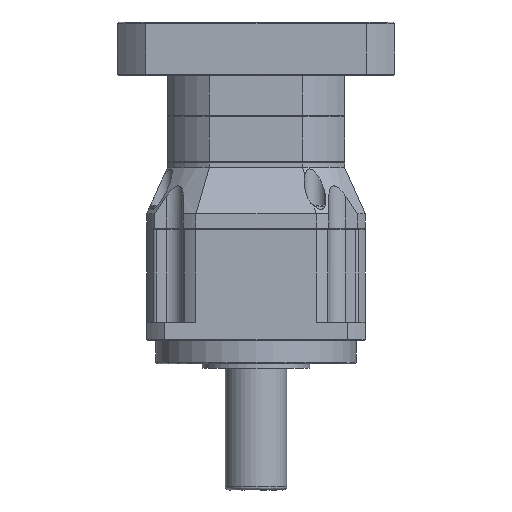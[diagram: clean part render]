
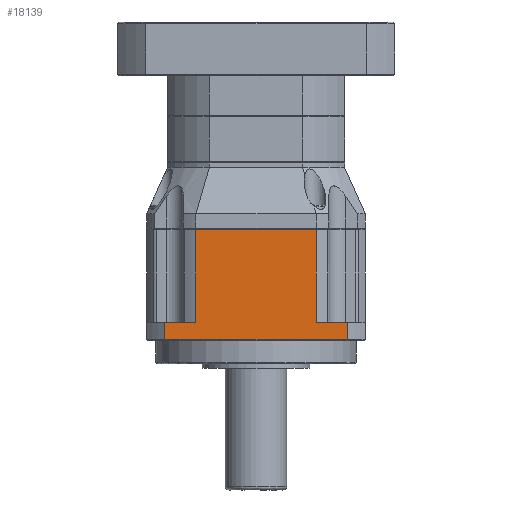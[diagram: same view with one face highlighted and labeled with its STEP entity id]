
A CAD part, front view. The second image highlights one B-rep face of the part: STEP entity #18139.
In plain terms, the highlighted planar face has unit normal (0, -1, 0).
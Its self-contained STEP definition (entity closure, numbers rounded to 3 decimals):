
#33 = CARTESIAN_POINT ( 'NONE',  ( -35.5, -71., 38.5 ) ) ;
#229 = VERTEX_POINT ( 'NONE', #5575 ) ;
#530 = CARTESIAN_POINT ( 'NONE',  ( -71., -71., 30.5 ) ) ;
#1585 = LINE ( 'NONE', #10287, #12832 ) ;
#1678 = CARTESIAN_POINT ( 'NONE',  ( -59.29, -71., 30.5 ) ) ;
#1863 = ORIENTED_EDGE ( 'NONE', *, *, #10219, .T. ) ;
#2063 = LINE ( 'NONE', #21034, #13306 ) ;
#2437 = AXIS2_PLACEMENT_3D ( 'NONE', #530, #15507, #2814 ) ;
#2565 = CARTESIAN_POINT ( 'NONE',  ( 59.29, -71., -21.5 ) ) ;
#2761 = VERTEX_POINT ( 'NONE', #11040 ) ;
#2814 = DIRECTION ( 'NONE',  ( 1., 0., 0. ) ) ;
#2919 = ORIENTED_EDGE ( 'NONE', *, *, #13441, .T. ) ;
#3078 = ORIENTED_EDGE ( 'NONE', *, *, #12533, .F. ) ;
#3225 = LINE ( 'NONE', #28024, #14455 ) ;
#4051 = ORIENTED_EDGE ( 'NONE', *, *, #5610, .T. ) ;
#4140 = DIRECTION ( 'NONE',  ( -1., 0., 0. ) ) ;
#4436 = LINE ( 'NONE', #33, #20827 ) ;
#5044 = VECTOR ( 'NONE', #4140, 1000. ) ;
#5114 = CARTESIAN_POINT ( 'NONE',  ( -59.29, -71., -33. ) ) ;
#5575 = CARTESIAN_POINT ( 'NONE',  ( 38.987, -71., 38.5 ) ) ;
#5610 = EDGE_CURVE ( 'NONE', #20348, #24414, #26449, .T. ) ;
#6070 = ORIENTED_EDGE ( 'NONE', *, *, #20844, .T. ) ;
#7785 = LINE ( 'NONE', #26535, #24315 ) ;
#8926 = DIRECTION ( 'NONE',  ( 0., 0., -1. ) ) ;
#10219 = EDGE_CURVE ( 'NONE', #25335, #22682, #18112, .T. ) ;
#10287 = CARTESIAN_POINT ( 'NONE',  ( 59.29, -71., 30.5 ) ) ;
#10450 = EDGE_CURVE ( 'NONE', #20348, #229, #4436, .T. ) ;
#10477 = DIRECTION ( 'NONE',  ( 0., 0., 1. ) ) ;
#10617 = LINE ( 'NONE', #19033, #5044 ) ;
#11040 = CARTESIAN_POINT ( 'NONE',  ( 59.29, -71., -33. ) ) ;
#12533 = EDGE_CURVE ( 'NONE', #229, #16626, #3225, .T. ) ;
#12832 = VECTOR ( 'NONE', #10477, 1000. ) ;
#13306 = VECTOR ( 'NONE', #27694, 1000. ) ;
#13369 = CARTESIAN_POINT ( 'NONE',  ( -38.987, -71., 30.5 ) ) ;
#13441 = EDGE_CURVE ( 'NONE', #2761, #15965, #1585, .T. ) ;
#13472 = DIRECTION ( 'NONE',  ( 0., 0., -1. ) ) ;
#13975 = FACE_OUTER_BOUND ( 'NONE', #23422, .T. ) ;
#14392 = DIRECTION ( 'NONE',  ( 0., 0., -1. ) ) ;
#14455 = VECTOR ( 'NONE', #8926, 1000. ) ;
#15507 = DIRECTION ( 'NONE',  ( 0., -1., 0. ) ) ;
#15965 = VERTEX_POINT ( 'NONE', #2565 ) ;
#16626 = VERTEX_POINT ( 'NONE', #18553 ) ;
#17500 = PLANE ( 'NONE',  #2437 ) ;
#17773 = CARTESIAN_POINT ( 'NONE',  ( -38.987, -71., -21.5 ) ) ;
#18112 = LINE ( 'NONE', #1678, #23896 ) ;
#18139 = ADVANCED_FACE ( 'NONE', ( #13975 ), #17500, .T. ) ;
#18553 = CARTESIAN_POINT ( 'NONE',  ( 38.987, -71., -21.5 ) ) ;
#19033 = CARTESIAN_POINT ( 'NONE',  ( -71., -71., -21.5 ) ) ;
#19987 = ORIENTED_EDGE ( 'NONE', *, *, #10450, .F. ) ;
#20015 = DIRECTION ( 'NONE',  ( 1., 0., 0. ) ) ;
#20196 = EDGE_CURVE ( 'NONE', #22682, #2761, #7785, .T. ) ;
#20348 = VERTEX_POINT ( 'NONE', #24982 ) ;
#20632 = VECTOR ( 'NONE', #13472, 1000. ) ;
#20827 = VECTOR ( 'NONE', #27969, 1000. ) ;
#20844 = EDGE_CURVE ( 'NONE', #15965, #16626, #2063, .T. ) ;
#21034 = CARTESIAN_POINT ( 'NONE',  ( -71., -71., -21.5 ) ) ;
#21754 = ORIENTED_EDGE ( 'NONE', *, *, #20196, .T. ) ;
#21924 = ORIENTED_EDGE ( 'NONE', *, *, #27668, .T. ) ;
#22682 = VERTEX_POINT ( 'NONE', #5114 ) ;
#23422 = EDGE_LOOP ( 'NONE', ( #6070, #3078, #19987, #4051, #21924, #1863, #21754, #2919 ) ) ;
#23896 = VECTOR ( 'NONE', #14392, 1000. ) ;
#24315 = VECTOR ( 'NONE', #20015, 1000. ) ;
#24414 = VERTEX_POINT ( 'NONE', #17773 ) ;
#24894 = CARTESIAN_POINT ( 'NONE',  ( -59.29, -71., -21.5 ) ) ;
#24982 = CARTESIAN_POINT ( 'NONE',  ( -38.987, -71., 38.5 ) ) ;
#25335 = VERTEX_POINT ( 'NONE', #24894 ) ;
#26449 = LINE ( 'NONE', #13369, #20632 ) ;
#26535 = CARTESIAN_POINT ( 'NONE',  ( -71., -71., -33. ) ) ;
#27668 = EDGE_CURVE ( 'NONE', #24414, #25335, #10617, .T. ) ;
#27694 = DIRECTION ( 'NONE',  ( -1., 0., 0. ) ) ;
#27969 = DIRECTION ( 'NONE',  ( 1., 0., 0. ) ) ;
#28024 = CARTESIAN_POINT ( 'NONE',  ( 38.987, -71., 39. ) ) ;
